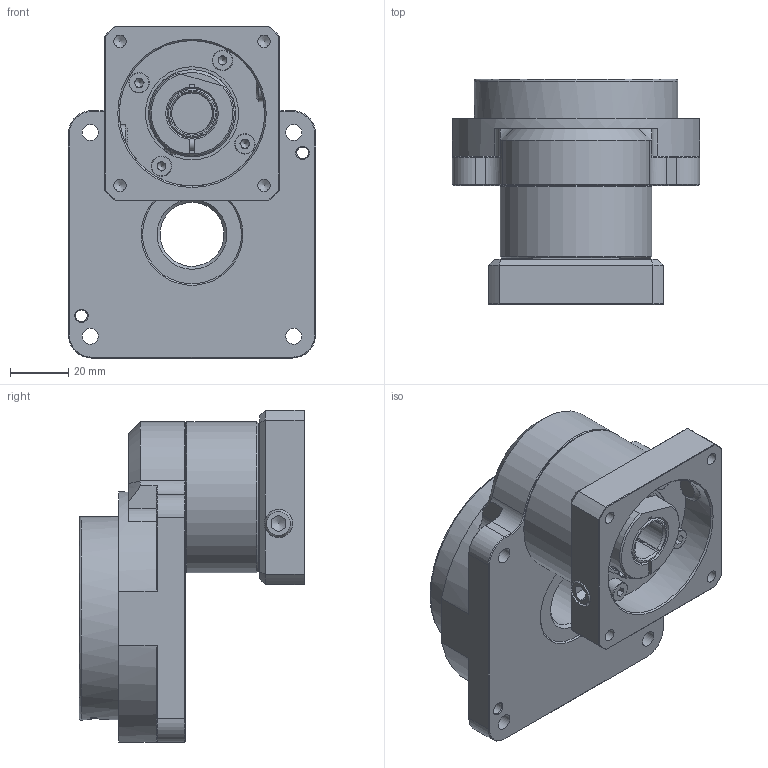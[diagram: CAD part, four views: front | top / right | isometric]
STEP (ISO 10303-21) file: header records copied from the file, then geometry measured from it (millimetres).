
FILE_DESCRIPTION((''),'2;1');
FILE_NAME('KGT-85C-1 (S14).stp','2017-03-08T10:38:59',('Young'),(''),'Autodesk Inventor 2012','Autodesk Inventor 2012','');
FILE_SCHEMA(('AUTOMOTIVE_DESIGN { 1 0 10303 214 1 1 1 1 }'));
Length unit declared in the file: millimetre
Products named in the file (4): 조립품4; KGT-85C-1(S14); 44-BK(50-70-M5); BS 4168 : 부품 2 6각 소켓 나사 및 렌치 키, 미터법 시리즈- 납작점이 있는 6각 멈춤 나사에 대한 사양 - 미터 M10 x 8
Assembly tree (4 placements, depth 2):
  조립품4
    KGT-85C-1(S14)
    44-BK(50-70-M5)
    BS 4168 : 부품 2 6각 소켓 나사 및 렌치 키, 미터법 시리즈- 납작점이 있는 6각 멈춤 나사에 대한 사양 - 미터 M10 x 8  x2
Bounding box: 85 x 77.5 x 114.1 mm (x, y, z)
Volume: 276356.1 mm3; surface area: 56602.1 mm2
Topology: 4 solids, 18 shells, 534 faces, 1277 edges, 799 vertices
Faces by surface type: plane 263, cylinder 135, cone 125, torus 11
Full cylindrical faces by diameter (mm): 2.5 x4, 3.3 x10, 4 x11, 4.2 x5, 4.5 x8, 5 x2, 5.5 x4, 6.8 x1, 7 x8, 7.5 x4, 10 x2, 14 x1, 14.1 x1, 19.8 x1, 20 x1, 22 x1, 29.8 x1, 30 x3, 32 x3, 45 x1, 50 x1, 52 x2, 70 x1, 80 x1
Entity records: 14198 total; most frequent: CARTESIAN_POINT 2938, DIRECTION 2402, ORIENTED_EDGE 2028, EDGE_CURVE 1014, AXIS2_PLACEMENT_3D 973, EDGE_LOOP 754, VERTEX_POINT 710, FACE_OUTER_BOUND 522
